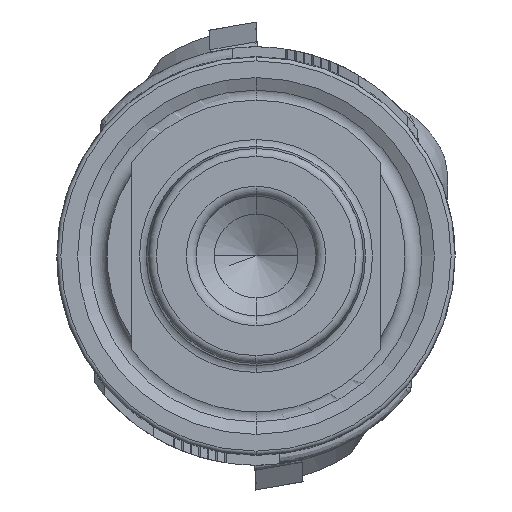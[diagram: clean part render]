
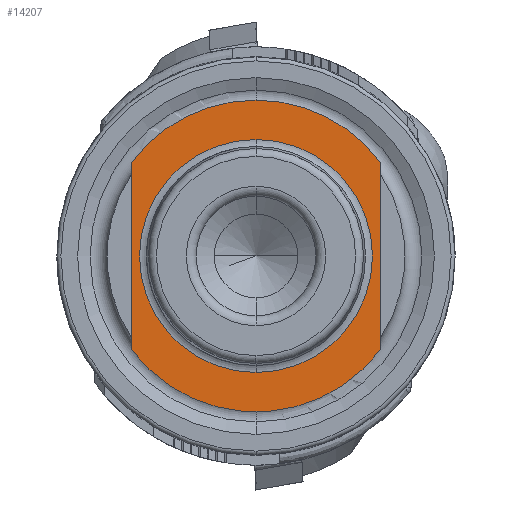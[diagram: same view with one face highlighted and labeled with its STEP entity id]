
A CAD part, left-side view. The second image highlights one B-rep face of the part: STEP entity #14207.
In plain terms, the highlighted planar face has unit normal (-1, 0, 0).
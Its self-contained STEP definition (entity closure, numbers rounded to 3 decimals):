
#54 = ORIENTED_EDGE ( 'NONE', *, *, #4115, .T. ) ;
#66 = CIRCLE ( 'NONE', #12936, 5.85 ) ;
#511 = DIRECTION ( 'NONE',  ( 0., 0., 1. ) ) ;
#2673 = EDGE_CURVE ( 'NONE', #21849, #3917, #15747, .T. ) ;
#2848 = EDGE_LOOP ( 'NONE', ( #54, #13836, #20528, #21865, #14479 ) ) ;
#3036 = CARTESIAN_POINT ( 'NONE',  ( 9.05, 6.25, 4.708 ) ) ;
#3179 = CIRCLE ( 'NONE', #15293, 7.825 ) ;
#3917 = VERTEX_POINT ( 'NONE', #9166 ) ;
#4041 = EDGE_CURVE ( 'NONE', #17484, #21849, #16858, .T. ) ;
#4115 = EDGE_CURVE ( 'NONE', #10098, #23731, #7071, .T. ) ;
#4252 = CARTESIAN_POINT ( 'NONE',  ( 9.05, 0., -5.85 ) ) ;
#5339 = CARTESIAN_POINT ( 'NONE',  ( 9.05, 0., 5.85 ) ) ;
#5637 = CARTESIAN_POINT ( 'NONE',  ( 9.05, 0., 5.85 ) ) ;
#6288 = CARTESIAN_POINT ( 'NONE',  ( 9.05, 0., 0. ) ) ;
#6372 = DIRECTION ( 'NONE',  ( -1., 0., 0. ) ) ;
#7071 = LINE ( 'NONE', #11510, #20580 ) ;
#7405 = FACE_OUTER_BOUND ( 'NONE', #2848, .T. ) ;
#7463 = PLANE ( 'NONE',  #18087 ) ;
#7648 = VECTOR ( 'NONE', #22151, 1000. ) ;
#7760 = VERTEX_POINT ( 'NONE', #4252 ) ;
#8023 = ORIENTED_EDGE ( 'NONE', *, *, #10052, .F. ) ;
#8137 = DIRECTION ( 'NONE',  ( 0., 0., 1. ) ) ;
#8241 = CARTESIAN_POINT ( 'NONE',  ( 9.05, -6.25, -4.708 ) ) ;
#9148 = CARTESIAN_POINT ( 'NONE',  ( 9.05, -6.25, 4.708 ) ) ;
#9166 = CARTESIAN_POINT ( 'NONE',  ( 9.05, 0., 7.825 ) ) ;
#9225 = AXIS2_PLACEMENT_3D ( 'NONE', #6288, #19143, #8137 ) ;
#9331 = DIRECTION ( 'NONE',  ( 0., 0., -1. ) ) ;
#9674 = DIRECTION ( 'NONE',  ( -1., 0., 0. ) ) ;
#10052 = EDGE_CURVE ( 'NONE', #7760, #12617, #11299, .T. ) ;
#10098 = VERTEX_POINT ( 'NONE', #3036 ) ;
#10390 = CIRCLE ( 'NONE', #22383, 7.825 ) ;
#10493 = CARTESIAN_POINT ( 'NONE',  ( 9.05, 0., 0. ) ) ;
#11299 = CIRCLE ( 'NONE', #14284, 5.85 ) ;
#11510 = CARTESIAN_POINT ( 'NONE',  ( 9.05, 6.25, -4.708 ) ) ;
#11549 = DIRECTION ( 'NONE',  ( -1., 0., 0. ) ) ;
#12031 = EDGE_CURVE ( 'NONE', #3917, #10098, #3179, .T. ) ;
#12163 = EDGE_LOOP ( 'NONE', ( #17470, #8023 ) ) ;
#12352 = DIRECTION ( 'NONE',  ( 0., 0., 1. ) ) ;
#12617 = VERTEX_POINT ( 'NONE', #5339 ) ;
#12936 = AXIS2_PLACEMENT_3D ( 'NONE', #22598, #11549, #511 ) ;
#12938 = DIRECTION ( 'NONE',  ( 1., 0., 0. ) ) ;
#13836 = ORIENTED_EDGE ( 'NONE', *, *, #22352, .T. ) ;
#14207 = ADVANCED_FACE ( 'NONE', ( #16635, #7405 ), #7463, .F. ) ;
#14284 = AXIS2_PLACEMENT_3D ( 'NONE', #17369, #6372, #19209 ) ;
#14479 = ORIENTED_EDGE ( 'NONE', *, *, #12031, .T. ) ;
#14826 = CARTESIAN_POINT ( 'NONE',  ( 9.05, 6.25, -4.708 ) ) ;
#15254 = DIRECTION ( 'NONE',  ( 0., 0., -1. ) ) ;
#15293 = AXIS2_PLACEMENT_3D ( 'NONE', #10493, #23410, #12352 ) ;
#15747 = CIRCLE ( 'NONE', #9225, 7.825 ) ;
#16635 = FACE_BOUND ( 'NONE', #12163, .T. ) ;
#16858 = LINE ( 'NONE', #20285, #7648 ) ;
#17369 = CARTESIAN_POINT ( 'NONE',  ( 9.05, 0., 0. ) ) ;
#17470 = ORIENTED_EDGE ( 'NONE', *, *, #19947, .F. ) ;
#17484 = VERTEX_POINT ( 'NONE', #8241 ) ;
#18087 = AXIS2_PLACEMENT_3D ( 'NONE', #5637, #12938, #9331 ) ;
#19143 = DIRECTION ( 'NONE',  ( -1., 0., 0. ) ) ;
#19209 = DIRECTION ( 'NONE',  ( 0., 0., 1. ) ) ;
#19947 = EDGE_CURVE ( 'NONE', #12617, #7760, #66, .T. ) ;
#20285 = CARTESIAN_POINT ( 'NONE',  ( 9.05, -6.25, -4.708 ) ) ;
#20528 = ORIENTED_EDGE ( 'NONE', *, *, #4041, .T. ) ;
#20580 = VECTOR ( 'NONE', #15254, 1000. ) ;
#20688 = CARTESIAN_POINT ( 'NONE',  ( 9.05, 0., 0. ) ) ;
#21849 = VERTEX_POINT ( 'NONE', #9148 ) ;
#21865 = ORIENTED_EDGE ( 'NONE', *, *, #2673, .T. ) ;
#22151 = DIRECTION ( 'NONE',  ( 0., 0., 1. ) ) ;
#22352 = EDGE_CURVE ( 'NONE', #23731, #17484, #10390, .T. ) ;
#22383 = AXIS2_PLACEMENT_3D ( 'NONE', #20688, #9674, #22577 ) ;
#22577 = DIRECTION ( 'NONE',  ( 0., 0., 1. ) ) ;
#22598 = CARTESIAN_POINT ( 'NONE',  ( 9.05, 0., 0. ) ) ;
#23410 = DIRECTION ( 'NONE',  ( -1., 0., 0. ) ) ;
#23731 = VERTEX_POINT ( 'NONE', #14826 ) ;
